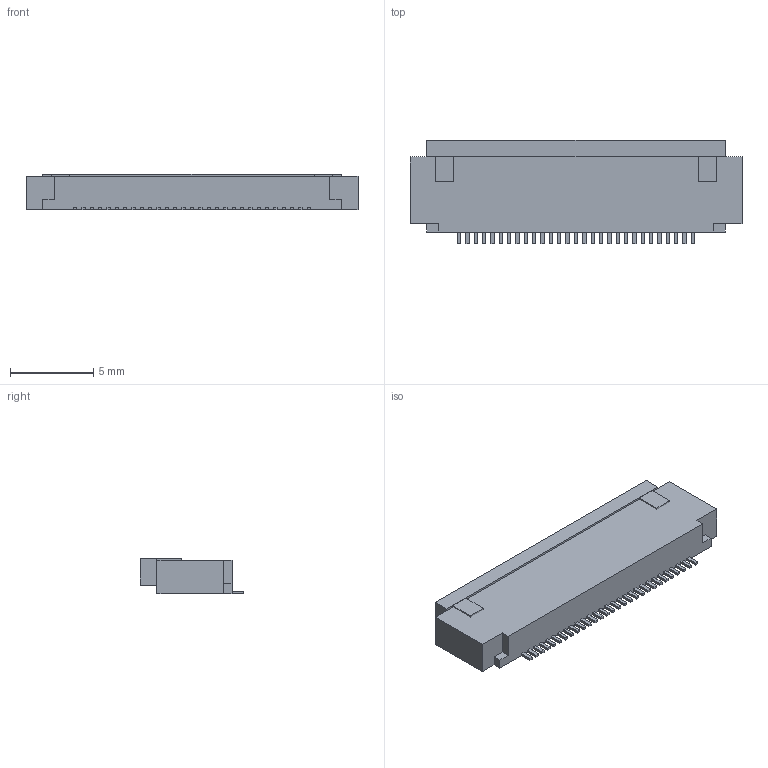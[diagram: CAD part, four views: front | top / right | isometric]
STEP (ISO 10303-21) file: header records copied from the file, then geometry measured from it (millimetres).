
FILE_DESCRIPTION (( 'STEP AP214' ), '1' );
FILE_NAME ('KLS1-242G-2.0-29.STEP', '2023-07-31T07:13:42', ( '' ), ( '' ), 'SwSTEP 2.0', 'SolidWorks 2019', '' );
FILE_SCHEMA (( 'AUTOMOTIVE_DESIGN' ));
Length unit declared in the file: millimetre
Products named in the file (1): KLS1-242G-2.0-29
Bounding box: 19.9 x 6.2 x 2.1 mm (x, y, z)
Volume: 210.6 mm3; surface area: 410.2 mm2
Topology: 33 solids, 33 shells, 206 faces, 420 edges, 280 vertices
Faces by surface type: plane 206
Entity records: 7652 total; most frequent: CARTESIAN_POINT 907, ORIENTED_EDGE 840, DIRECTION 834, LINE 420, EDGE_CURVE 420, VECTOR 420, VERTEX_POINT 280, UNCERTAINTY_MEASURE_WITH_UNIT 221
